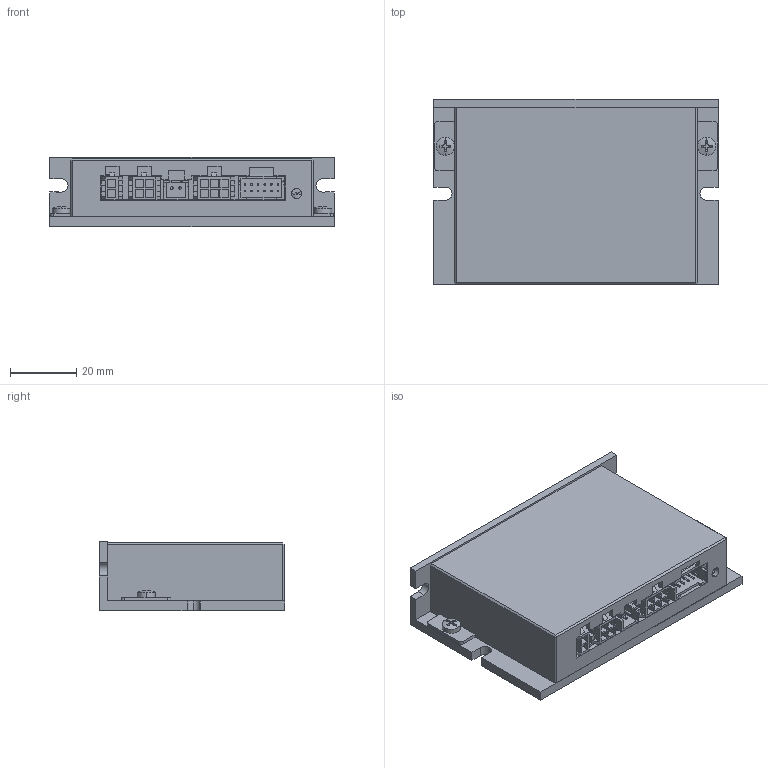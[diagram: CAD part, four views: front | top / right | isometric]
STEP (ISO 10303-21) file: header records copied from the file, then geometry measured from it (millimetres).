
FILE_DESCRIPTION (( 'STEP AP214' ), '1' );
FILE_NAME ('D-AIS24005A.STEP', '2022-10-11T09:08:06', ( '' ), ( '' ), 'SwSTEP 2.0', 'SolidWorks 2020', '' );
FILE_SCHEMA (( 'AUTOMOTIVE_DESIGN' ));
Length unit declared in the file: millimetre
Products named in the file (15): 2-Y; 傷赽12; cross recessed small pan head screws gb_GB_CROSS_SCREWS_TYPE3 M3X8-8-N; 傷赽2苤源; cross recessed small pan head screws gb_GB_CROSS_SCREWS_TYPE3 M3X4-4-S; HXH 6ĸͷ; PCB; D-AIS24005A; 蛁呿欶赽; HXH 2ĸͷ; 菁啣; HXH 4ĸͷ; SL-G.step; 攝韓翐 7x3.2x3.5; 傷赽8
Assembly tree (22 placements, depth 2):
  D-AIS24005A
    PCB
    菁啣
    HXH 2ĸͷ
    HXH 4ĸͷ
    HXH 6ĸͷ
    傷赽12
    傷赽2苤源
    傷赽8  x2
    SL-G.step
    蛁呿欶赽
    2-Y
    cross recessed small pan head screws gb_GB_CROSS_SCREWS_TYPE3 M3X4-4-S  x2
    攝韓翐 7x3.2x3.5  x4
    cross recessed small pan head screws gb_GB_CROSS_SCREWS_TYPE3 M3X8-8-N  x4
Bounding box: 86 x 56 x 21 mm (x, y, z)
Volume: 36459.6 mm3; surface area: 41625 mm2
Topology: 24 solids, 24 shells, 1036 faces, 2570 edges, 1647 vertices
Faces by surface type: plane 650, cylinder 233, cone 104, bspline 27, sphere 12, torus 10
Entity records: 26938 total; most frequent: CARTESIAN_POINT 6329, ORIENTED_EDGE 4004, DIRECTION 3908, EDGE_CURVE 2002, LINE 1556, VECTOR 1556, VERTEX_POINT 1291, AXIS2_PLACEMENT_3D 1176
